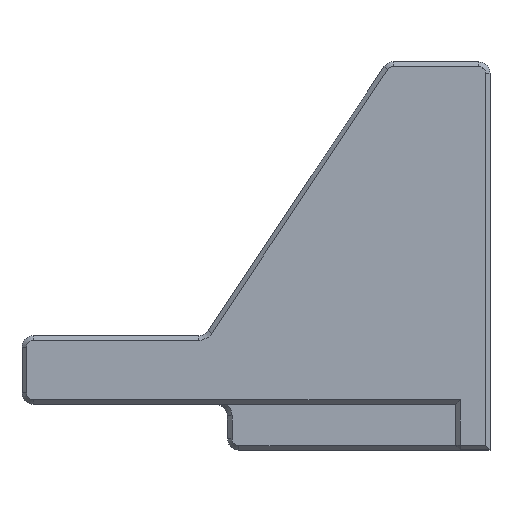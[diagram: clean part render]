
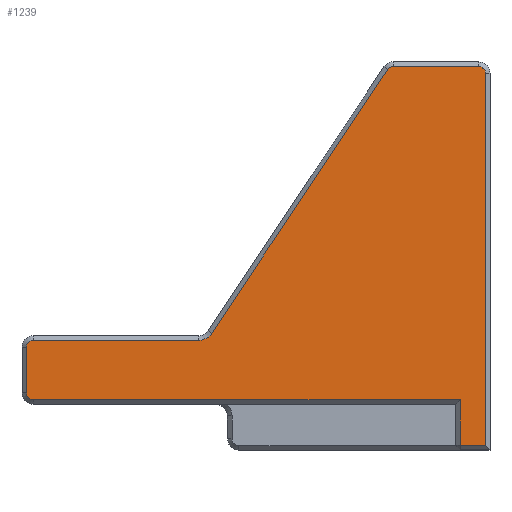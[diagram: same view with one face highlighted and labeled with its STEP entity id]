
A CAD part, top view. The second image highlights one B-rep face of the part: STEP entity #1239.
In plain terms, the highlighted planar face has unit normal (0, 0, 1).
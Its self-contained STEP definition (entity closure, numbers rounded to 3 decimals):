
#4 = DIRECTION ( 'NONE',  ( 0., -1., 0. ) ) ;
#6 = VERTEX_POINT ( 'NONE', #775 ) ;
#12 = VERTEX_POINT ( 'NONE', #760 ) ;
#24 = DIRECTION ( 'NONE',  ( 0., 1., 0. ) ) ;
#53 = CARTESIAN_POINT ( 'NONE',  ( 16.2, 0.2, 3. ) ) ;
#88 = VERTEX_POINT ( 'NONE', #1061 ) ;
#89 = VERTEX_POINT ( 'NONE', #53 ) ;
#92 = DIRECTION ( 'NONE',  ( -1., 0., 0. ) ) ;
#93 = CIRCLE ( 'NONE', #450, 0.3 ) ;
#106 = EDGE_CURVE ( 'NONE', #1486, #958, #1449, .T. ) ;
#117 = DIRECTION ( 'NONE',  ( -1., 0., 0. ) ) ;
#123 = LINE ( 'NONE', #257, #1208 ) ;
#146 = CIRCLE ( 'NONE', #533, 0.3 ) ;
#154 = EDGE_CURVE ( 'NONE', #1330, #1131, #1235, .T. ) ;
#166 = EDGE_CURVE ( 'NONE', #958, #6, #1174, .T. ) ;
#186 = DIRECTION ( 'NONE',  ( -1., 0., 0. ) ) ;
#223 = EDGE_CURVE ( 'NONE', #1131, #1486, #1502, .T. ) ;
#231 = ORIENTED_EDGE ( 'NONE', *, *, #588, .T. ) ;
#257 = CARTESIAN_POINT ( 'NONE',  ( 17.5, -1.8, 3. ) ) ;
#276 = VECTOR ( 'NONE', #117, 1000. ) ;
#279 = EDGE_CURVE ( 'NONE', #88, #89, #414, .T. ) ;
#290 = ORIENTED_EDGE ( 'NONE', *, *, #1613, .T. ) ;
#341 = CARTESIAN_POINT ( 'NONE',  ( 13.268, 14.5, 3. ) ) ;
#350 = AXIS2_PLACEMENT_3D ( 'NONE', #1412, #1633, #495 ) ;
#362 = ORIENTED_EDGE ( 'NONE', *, *, #834, .T. ) ;
#370 = FACE_OUTER_BOUND ( 'NONE', #795, .T. ) ;
#395 = CARTESIAN_POINT ( 'NONE',  ( 16.2, 15., 3. ) ) ;
#405 = LINE ( 'NONE', #395, #1014 ) ;
#414 = LINE ( 'NONE', #642, #721 ) ;
#418 = ORIENTED_EDGE ( 'NONE', *, *, #106, .T. ) ;
#450 = AXIS2_PLACEMENT_3D ( 'NONE', #548, #799, #934 ) ;
#455 = DIRECTION ( 'NONE',  ( 0., 0., 1. ) ) ;
#495 = DIRECTION ( 'NONE',  ( -1., 0., 0. ) ) ;
#499 = ORIENTED_EDGE ( 'NONE', *, *, #1616, .T. ) ;
#501 = DIRECTION ( 'NONE',  ( -1., 0., 0. ) ) ;
#507 = CARTESIAN_POINT ( 'NONE',  ( 17.3, -1.8, 3. ) ) ;
#526 = DIRECTION ( 'NONE',  ( 1., 0., 0. ) ) ;
#533 = AXIS2_PLACEMENT_3D ( 'NONE', #341, #1244, #92 ) ;
#548 = CARTESIAN_POINT ( 'NONE',  ( -2.5, 0.5, 3. ) ) ;
#574 = VERTEX_POINT ( 'NONE', #507 ) ;
#588 = EDGE_CURVE ( 'NONE', #649, #574, #123, .T. ) ;
#589 = CARTESIAN_POINT ( 'NONE',  ( -2.8, 0.5, 3. ) ) ;
#592 = DIRECTION ( 'NONE',  ( -1., 0., 0. ) ) ;
#601 = DIRECTION ( 'NONE',  ( -1., 0., 0. ) ) ;
#604 = DIRECTION ( 'NONE',  ( -0.555, -0.832, 0. ) ) ;
#612 = DIRECTION ( 'NONE',  ( 0., 0., -1. ) ) ;
#620 = LINE ( 'NONE', #1578, #827 ) ;
#621 = CARTESIAN_POINT ( 'NONE',  ( 4.732, 3.5, 3. ) ) ;
#630 = ORIENTED_EDGE ( 'NONE', *, *, #1460, .T. ) ;
#633 = CARTESIAN_POINT ( 'NONE',  ( 4.732, 2.8, 3. ) ) ;
#642 = CARTESIAN_POINT ( 'NONE',  ( 16., 0.2, 3. ) ) ;
#647 = AXIS2_PLACEMENT_3D ( 'NONE', #621, #612, #501 ) ;
#649 = VERTEX_POINT ( 'NONE', #925 ) ;
#655 = CARTESIAN_POINT ( 'NONE',  ( 17.3, 14.5, 3. ) ) ;
#721 = VECTOR ( 'NONE', #526, 1000. ) ;
#726 = EDGE_CURVE ( 'NONE', #6, #872, #620, .T. ) ;
#760 = CARTESIAN_POINT ( 'NONE',  ( 17., 14.8, 3. ) ) ;
#775 = CARTESIAN_POINT ( 'NONE',  ( -2.8, 2.5, 3. ) ) ;
#795 = EDGE_LOOP ( 'NONE', ( #1395, #231, #499, #901, #630, #362, #1622, #1265, #418, #989, #975, #290, #1157 ) ) ;
#799 = DIRECTION ( 'NONE',  ( 0., 0., 1. ) ) ;
#802 = CARTESIAN_POINT ( 'NONE',  ( 14.089, 16.274, 3. ) ) ;
#827 = VECTOR ( 'NONE', #1564, 1000. ) ;
#831 = CARTESIAN_POINT ( 'NONE',  ( 17.3, 14.5, 3. ) ) ;
#834 = EDGE_CURVE ( 'NONE', #1338, #1330, #146, .T. ) ;
#860 = VERTEX_POINT ( 'NONE', #831 ) ;
#872 = VERTEX_POINT ( 'NONE', #589 ) ;
#886 = CIRCLE ( 'NONE', #1565, 0.3 ) ;
#897 = VECTOR ( 'NONE', #604, 1000. ) ;
#901 = ORIENTED_EDGE ( 'NONE', *, *, #1422, .T. ) ;
#924 = VECTOR ( 'NONE', #24, 1000. ) ;
#925 = CARTESIAN_POINT ( 'NONE',  ( 16.2, -1.8, 3. ) ) ;
#934 = DIRECTION ( 'NONE',  ( -1., 0., 0. ) ) ;
#944 = LINE ( 'NONE', #655, #924 ) ;
#958 = VERTEX_POINT ( 'NONE', #1084 ) ;
#972 = CARTESIAN_POINT ( 'NONE',  ( 5.315, 3.112, 3. ) ) ;
#975 = ORIENTED_EDGE ( 'NONE', *, *, #726, .T. ) ;
#989 = ORIENTED_EDGE ( 'NONE', *, *, #166, .T. ) ;
#997 = CARTESIAN_POINT ( 'NONE',  ( 17., 14.5, 3. ) ) ;
#1014 = VECTOR ( 'NONE', #4, 1000. ) ;
#1021 = DIRECTION ( 'NONE',  ( 1., 0., 0. ) ) ;
#1030 = CARTESIAN_POINT ( 'NONE',  ( 13.018, 14.666, 3. ) ) ;
#1061 = CARTESIAN_POINT ( 'NONE',  ( -2.5, 0.2, 3. ) ) ;
#1084 = CARTESIAN_POINT ( 'NONE',  ( -2.5, 2.8, 3. ) ) ;
#1088 = VECTOR ( 'NONE', #186, 1000. ) ;
#1131 = VERTEX_POINT ( 'NONE', #972 ) ;
#1157 = ORIENTED_EDGE ( 'NONE', *, *, #279, .T. ) ;
#1174 = CIRCLE ( 'NONE', #1453, 0.3 ) ;
#1199 = CARTESIAN_POINT ( 'NONE',  ( 16., 2.8, 3. ) ) ;
#1208 = VECTOR ( 'NONE', #1021, 1000. ) ;
#1235 = LINE ( 'NONE', #802, #897 ) ;
#1239 = ADVANCED_FACE ( 'NONE', ( #370 ), #1530, .F. ) ;
#1244 = DIRECTION ( 'NONE',  ( 0., 0., 1. ) ) ;
#1265 = ORIENTED_EDGE ( 'NONE', *, *, #223, .T. ) ;
#1330 = VERTEX_POINT ( 'NONE', #1030 ) ;
#1338 = VERTEX_POINT ( 'NONE', #1419 ) ;
#1378 = CARTESIAN_POINT ( 'NONE',  ( -2.5, 2.5, 3. ) ) ;
#1395 = ORIENTED_EDGE ( 'NONE', *, *, #1499, .T. ) ;
#1412 = CARTESIAN_POINT ( 'NONE',  ( 16., 15., 3. ) ) ;
#1419 = CARTESIAN_POINT ( 'NONE',  ( 13.268, 14.8, 3. ) ) ;
#1422 = EDGE_CURVE ( 'NONE', #860, #12, #886, .T. ) ;
#1424 = LINE ( 'NONE', #1611, #276 ) ;
#1449 = LINE ( 'NONE', #1199, #1088 ) ;
#1453 = AXIS2_PLACEMENT_3D ( 'NONE', #1378, #455, #592 ) ;
#1460 = EDGE_CURVE ( 'NONE', #12, #1338, #1424, .T. ) ;
#1486 = VERTEX_POINT ( 'NONE', #633 ) ;
#1499 = EDGE_CURVE ( 'NONE', #89, #649, #405, .T. ) ;
#1502 = CIRCLE ( 'NONE', #647, 0.7 ) ;
#1530 = PLANE ( 'NONE',  #350 ) ;
#1564 = DIRECTION ( 'NONE',  ( 0., -1., 0. ) ) ;
#1565 = AXIS2_PLACEMENT_3D ( 'NONE', #997, #1602, #601 ) ;
#1578 = CARTESIAN_POINT ( 'NONE',  ( -2.8, 15., 3. ) ) ;
#1602 = DIRECTION ( 'NONE',  ( 0., 0., 1. ) ) ;
#1611 = CARTESIAN_POINT ( 'NONE',  ( 16., 14.8, 3. ) ) ;
#1613 = EDGE_CURVE ( 'NONE', #872, #88, #93, .T. ) ;
#1616 = EDGE_CURVE ( 'NONE', #574, #860, #944, .T. ) ;
#1622 = ORIENTED_EDGE ( 'NONE', *, *, #154, .T. ) ;
#1633 = DIRECTION ( 'NONE',  ( 0., 0., -1. ) ) ;
